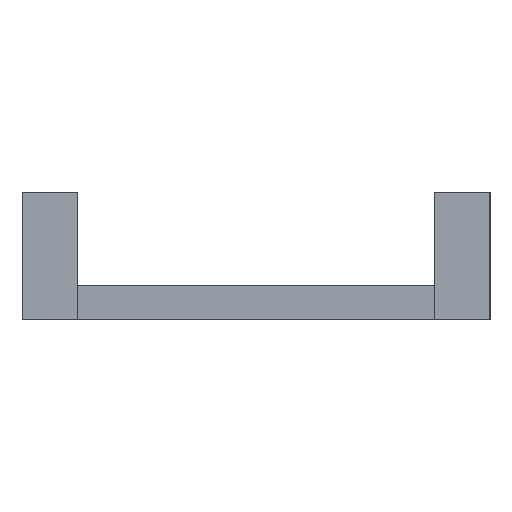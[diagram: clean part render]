
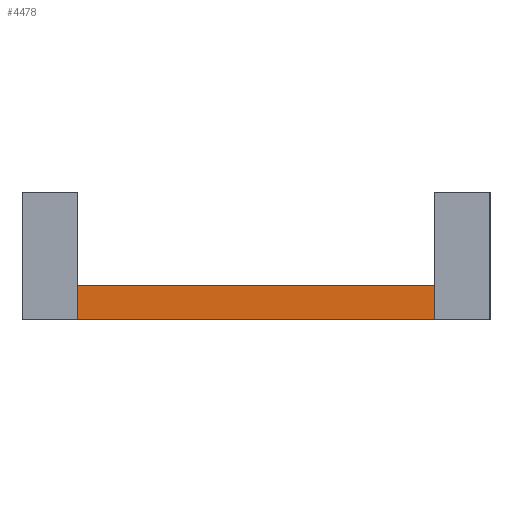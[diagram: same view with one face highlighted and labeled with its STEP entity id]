
A CAD part, left-side view. The second image highlights one B-rep face of the part: STEP entity #4478.
In plain terms, the highlighted planar face has unit normal (-1, 0, 0).
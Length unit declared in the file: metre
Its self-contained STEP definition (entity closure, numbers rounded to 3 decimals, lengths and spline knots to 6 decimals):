
#326=ORIENTED_EDGE('',*,*,#1647,.T.);
#327=ORIENTED_EDGE('',*,*,#1648,.F.);
#328=ORIENTED_EDGE('',*,*,#1649,.F.);
#329=ORIENTED_EDGE('',*,*,#1645,.T.);
#1645=EDGE_CURVE('',#2308,#2307,#2762,.T.);
#1647=EDGE_CURVE('',#2307,#2309,#2764,.T.);
#1648=EDGE_CURVE('',#2310,#2309,#2765,.T.);
#1649=EDGE_CURVE('',#2308,#2310,#2766,.T.);
#2307=VERTEX_POINT('',#5953);
#2308=VERTEX_POINT('',#5955);
#2309=VERTEX_POINT('',#5959);
#2310=VERTEX_POINT('',#5961);
#2762=LINE('',#5954,#3249);
#2764=LINE('',#5958,#3251);
#2765=LINE('',#5960,#3252);
#2766=LINE('',#5962,#3253);
#3249=VECTOR('',#5048,1.);
#3251=VECTOR('',#5052,1.);
#3252=VECTOR('',#5053,1.);
#3253=VECTOR('',#5054,1.);
#3727=EDGE_LOOP('',(#326,#327,#328,#329));
#4020=FACE_BOUND('',#3727,.T.);
#4313=PLANE('',#4813);
#4478=ADVANCED_FACE('',(#4020),#4313,.F.);
#4813=AXIS2_PLACEMENT_3D('',#5957,#5050,#5051);
#5048=DIRECTION('',(0.,0.,-1.));
#5050=DIRECTION('',(1.,0.,0.));
#5051=DIRECTION('',(0.,1.,0.));
#5052=DIRECTION('',(0.,-1.,0.));
#5053=DIRECTION('',(0.,0.,-1.));
#5054=DIRECTION('',(0.,-1.,0.));
#5953=CARTESIAN_POINT('',(-0.069012,0.028753,0.));
#5954=CARTESIAN_POINT('',(-0.069012,0.028753,0.005588));
#5955=CARTESIAN_POINT('',(-0.069012,0.028753,0.005588));
#5957=CARTESIAN_POINT('',(-0.069012,0.,0.005588));
#5958=CARTESIAN_POINT('',(-0.069012,0.,0.));
#5959=CARTESIAN_POINT('',(-0.069012,-0.028753,0.));
#5960=CARTESIAN_POINT('',(-0.069012,-0.028753,0.005588));
#5961=CARTESIAN_POINT('',(-0.069012,-0.028753,0.005588));
#5962=CARTESIAN_POINT('',(-0.069012,0.,0.005588));
